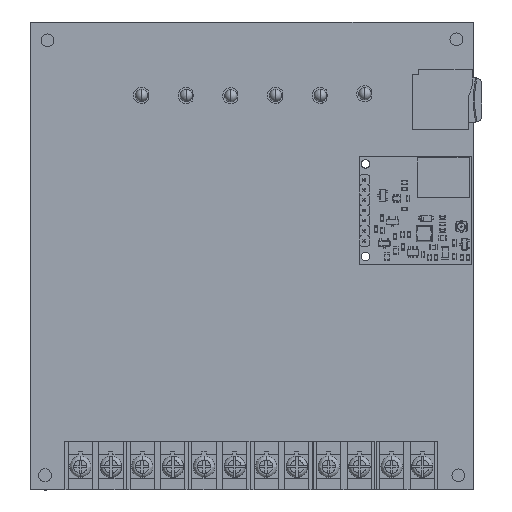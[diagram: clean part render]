
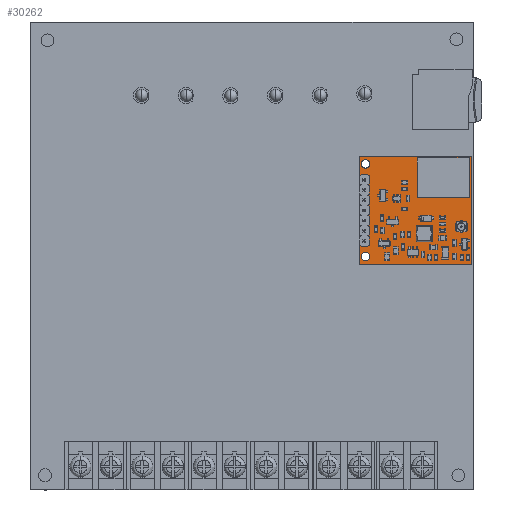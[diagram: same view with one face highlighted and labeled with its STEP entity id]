
A CAD part, top view. The second image highlights one B-rep face of the part: STEP entity #30262.
In plain terms, the highlighted planar face has unit normal (0, 0, 1).
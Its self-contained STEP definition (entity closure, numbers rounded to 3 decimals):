
#30051 = VERTEX_POINT('',#30052);
#30052 = CARTESIAN_POINT('',(-41.18,23.075,1.6));
#30058 = EDGE_CURVE('',#30051,#30059,#30061,.T.);
#30059 = VERTEX_POINT('',#30060);
#30060 = CARTESIAN_POINT('',(-41.18,-4.925,1.6));
#30061 = LINE('',#30062,#30063);
#30062 = CARTESIAN_POINT('',(-41.18,23.075,1.6));
#30063 = VECTOR('',#30064,1.);
#30064 = DIRECTION('',(0.,-1.,0.));
#30091 = VERTEX_POINT('',#30092);
#30092 = CARTESIAN_POINT('',(-14.18,23.075,1.6));
#30098 = EDGE_CURVE('',#30091,#30051,#30099,.T.);
#30099 = LINE('',#30100,#30101);
#30100 = CARTESIAN_POINT('',(-14.18,23.075,1.6));
#30101 = VECTOR('',#30102,1.);
#30102 = DIRECTION('',(-1.,0.,0.));
#30120 = EDGE_CURVE('',#30059,#30121,#30123,.T.);
#30121 = VERTEX_POINT('',#30122);
#30122 = CARTESIAN_POINT('',(-14.18,-4.925,1.6));
#30123 = LINE('',#30124,#30125);
#30124 = CARTESIAN_POINT('',(-41.18,-4.925,1.6));
#30125 = VECTOR('',#30126,1.);
#30126 = DIRECTION('',(1.,0.,0.));
#30262 = ADVANCED_FACE('',(#30263,#30274,#30285,#30296,#30307,#30318,
    #30329,#30340,#30351,#30362),#30373,.T.);
#30263 = FACE_BOUND('',#30264,.T.);
#30264 = EDGE_LOOP('',(#30265,#30266,#30267,#30273));
#30265 = ORIENTED_EDGE('',*,*,#30058,.T.);
#30266 = ORIENTED_EDGE('',*,*,#30120,.T.);
#30267 = ORIENTED_EDGE('',*,*,#30268,.T.);
#30268 = EDGE_CURVE('',#30121,#30091,#30269,.T.);
#30269 = LINE('',#30270,#30271);
#30270 = CARTESIAN_POINT('',(-14.18,-4.925,1.6));
#30271 = VECTOR('',#30272,1.);
#30272 = DIRECTION('',(0.,1.,0.));
#30273 = ORIENTED_EDGE('',*,*,#30098,.T.);
#30274 = FACE_BOUND('',#30275,.T.);
#30275 = EDGE_LOOP('',(#30276));
#30276 = ORIENTED_EDGE('',*,*,#30277,.F.);
#30277 = EDGE_CURVE('',#30278,#30278,#30280,.T.);
#30278 = VERTEX_POINT('',#30279);
#30279 = CARTESIAN_POINT('',(-29.78,-3.65,1.6));
#30280 = CIRCLE('',#30281,0.5);
#30281 = AXIS2_PLACEMENT_3D('',#30282,#30283,#30284);
#30282 = CARTESIAN_POINT('',(-30.28,-3.65,1.6));
#30283 = DIRECTION('',(0.,0.,1.));
#30284 = DIRECTION('',(1.,0.,-0.));
#30285 = FACE_BOUND('',#30286,.T.);
#30286 = EDGE_LOOP('',(#30287));
#30287 = ORIENTED_EDGE('',*,*,#30288,.F.);
#30288 = EDGE_CURVE('',#30289,#30289,#30291,.T.);
#30289 = VERTEX_POINT('',#30290);
#30290 = CARTESIAN_POINT('',(-27.24,-3.65,1.6));
#30291 = CIRCLE('',#30292,0.5);
#30292 = AXIS2_PLACEMENT_3D('',#30293,#30294,#30295);
#30293 = CARTESIAN_POINT('',(-27.74,-3.65,1.6));
#30294 = DIRECTION('',(0.,0.,1.));
#30295 = DIRECTION('',(1.,0.,-0.));
#30296 = FACE_BOUND('',#30297,.T.);
#30297 = EDGE_LOOP('',(#30298));
#30298 = ORIENTED_EDGE('',*,*,#30299,.F.);
#30299 = EDGE_CURVE('',#30300,#30300,#30302,.T.);
#30300 = VERTEX_POINT('',#30301);
#30301 = CARTESIAN_POINT('',(-24.7,-3.65,1.6));
#30302 = CIRCLE('',#30303,0.5);
#30303 = AXIS2_PLACEMENT_3D('',#30304,#30305,#30306);
#30304 = CARTESIAN_POINT('',(-25.2,-3.65,1.6));
#30305 = DIRECTION('',(0.,0.,1.));
#30306 = DIRECTION('',(1.,0.,-0.));
#30307 = FACE_BOUND('',#30308,.T.);
#30308 = EDGE_LOOP('',(#30309));
#30309 = ORIENTED_EDGE('',*,*,#30310,.F.);
#30310 = EDGE_CURVE('',#30311,#30311,#30313,.T.);
#30311 = VERTEX_POINT('',#30312);
#30312 = CARTESIAN_POINT('',(-15.23,-3.325,1.6));
#30313 = CIRCLE('',#30314,1.05);
#30314 = AXIS2_PLACEMENT_3D('',#30315,#30316,#30317);
#30315 = CARTESIAN_POINT('',(-16.28,-3.325,1.6));
#30316 = DIRECTION('',(0.,0.,1.));
#30317 = DIRECTION('',(1.,0.,-0.));
#30318 = FACE_BOUND('',#30319,.T.);
#30319 = EDGE_LOOP('',(#30320));
#30320 = ORIENTED_EDGE('',*,*,#30321,.F.);
#30321 = EDGE_CURVE('',#30322,#30322,#30324,.T.);
#30322 = VERTEX_POINT('',#30323);
#30323 = CARTESIAN_POINT('',(-19.62,-3.65,1.6));
#30324 = CIRCLE('',#30325,0.5);
#30325 = AXIS2_PLACEMENT_3D('',#30326,#30327,#30328);
#30326 = CARTESIAN_POINT('',(-20.12,-3.65,1.6));
#30327 = DIRECTION('',(0.,0.,1.));
#30328 = DIRECTION('',(1.,0.,-0.));
#30329 = FACE_BOUND('',#30330,.T.);
#30330 = EDGE_LOOP('',(#30331));
#30331 = ORIENTED_EDGE('',*,*,#30332,.F.);
#30332 = EDGE_CURVE('',#30333,#30333,#30335,.T.);
#30333 = VERTEX_POINT('',#30334);
#30334 = CARTESIAN_POINT('',(-22.16,-3.65,1.6));
#30335 = CIRCLE('',#30336,0.5);
#30336 = AXIS2_PLACEMENT_3D('',#30337,#30338,#30339);
#30337 = CARTESIAN_POINT('',(-22.66,-3.65,1.6));
#30338 = DIRECTION('',(0.,0.,1.));
#30339 = DIRECTION('',(1.,0.,-0.));
#30340 = FACE_BOUND('',#30341,.T.);
#30341 = EDGE_LOOP('',(#30342));
#30342 = ORIENTED_EDGE('',*,*,#30343,.F.);
#30343 = EDGE_CURVE('',#30344,#30344,#30346,.T.);
#30344 = VERTEX_POINT('',#30345);
#30345 = CARTESIAN_POINT('',(-34.86,-3.65,1.6));
#30346 = CIRCLE('',#30347,0.5);
#30347 = AXIS2_PLACEMENT_3D('',#30348,#30349,#30350);
#30348 = CARTESIAN_POINT('',(-35.36,-3.65,1.6));
#30349 = DIRECTION('',(0.,0.,1.));
#30350 = DIRECTION('',(1.,0.,-0.));
#30351 = FACE_BOUND('',#30352,.T.);
#30352 = EDGE_LOOP('',(#30353));
#30353 = ORIENTED_EDGE('',*,*,#30354,.F.);
#30354 = EDGE_CURVE('',#30355,#30355,#30357,.T.);
#30355 = VERTEX_POINT('',#30356);
#30356 = CARTESIAN_POINT('',(-32.32,-3.65,1.6));
#30357 = CIRCLE('',#30358,0.5);
#30358 = AXIS2_PLACEMENT_3D('',#30359,#30360,#30361);
#30359 = CARTESIAN_POINT('',(-32.82,-3.65,1.6));
#30360 = DIRECTION('',(0.,0.,1.));
#30361 = DIRECTION('',(1.,0.,-0.));
#30362 = FACE_BOUND('',#30363,.T.);
#30363 = EDGE_LOOP('',(#30364));
#30364 = ORIENTED_EDGE('',*,*,#30365,.F.);
#30365 = EDGE_CURVE('',#30366,#30366,#30368,.T.);
#30366 = VERTEX_POINT('',#30367);
#30367 = CARTESIAN_POINT('',(-38.23,-3.325,1.6));
#30368 = CIRCLE('',#30369,1.05);
#30369 = AXIS2_PLACEMENT_3D('',#30370,#30371,#30372);
#30370 = CARTESIAN_POINT('',(-39.28,-3.325,1.6));
#30371 = DIRECTION('',(0.,0.,1.));
#30372 = DIRECTION('',(1.,0.,-0.));
#30373 = PLANE('',#30374);
#30374 = AXIS2_PLACEMENT_3D('',#30375,#30376,#30377);
#30375 = CARTESIAN_POINT('',(-27.68,9.075,1.6));
#30376 = DIRECTION('',(0.,0.,1.));
#30377 = DIRECTION('',(1.,0.,-0.));
